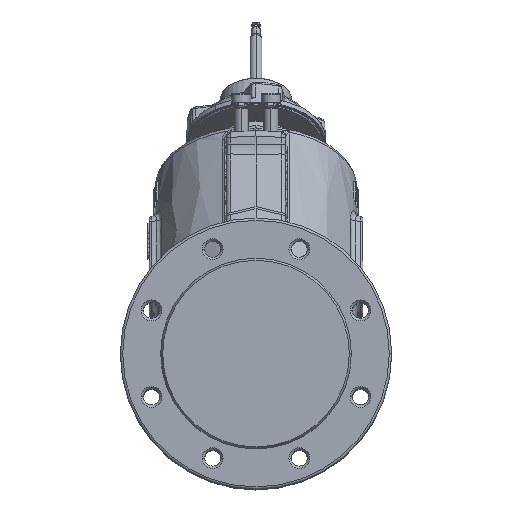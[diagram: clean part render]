
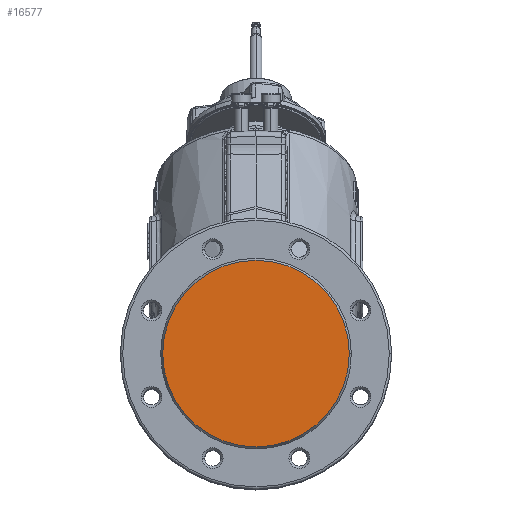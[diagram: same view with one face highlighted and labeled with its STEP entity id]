
A CAD part, top view. The second image highlights one B-rep face of the part: STEP entity #16577.
In plain terms, the highlighted planar face has unit normal (0, 0, 1).
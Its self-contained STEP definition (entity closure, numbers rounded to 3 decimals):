
#623 = EDGE_CURVE ( 'NONE', #90134, #95782, #44782, .T. ) ;
#5305 = CIRCLE ( 'NONE', #26346, 78.6 ) ;
#7748 = AXIS2_PLACEMENT_3D ( 'NONE', #51166, #61916, #25372 ) ;
#12554 = EDGE_LOOP ( 'NONE', ( #84928, #62010 ) ) ;
#16145 = DIRECTION ( 'NONE',  ( 1., 0., 0. ) ) ;
#16577 = ADVANCED_FACE ( 'NONE', ( #43333 ), #99150, .T. ) ;
#21971 = DIRECTION ( 'NONE',  ( 0., 0., 1. ) ) ;
#23976 = CARTESIAN_POINT ( 'NONE',  ( 0., 0., 0. ) ) ;
#25372 = DIRECTION ( 'NONE',  ( 1., 0., 0. ) ) ;
#26346 = AXIS2_PLACEMENT_3D ( 'NONE', #94557, #21971, #77106 ) ;
#43333 = FACE_OUTER_BOUND ( 'NONE', #12554, .T. ) ;
#44782 = CIRCLE ( 'NONE', #102412, 78.6 ) ;
#48424 = CARTESIAN_POINT ( 'NONE',  ( -78.6, 0., 0. ) ) ;
#51166 = CARTESIAN_POINT ( 'NONE',  ( 0., 78.6, 0. ) ) ;
#61916 = DIRECTION ( 'NONE',  ( 0., 0., 1. ) ) ;
#62010 = ORIENTED_EDGE ( 'NONE', *, *, #65528, .T. ) ;
#65528 = EDGE_CURVE ( 'NONE', #95782, #90134, #5305, .T. ) ;
#77106 = DIRECTION ( 'NONE',  ( 1., 0., 0. ) ) ;
#84928 = ORIENTED_EDGE ( 'NONE', *, *, #623, .T. ) ;
#90134 = VERTEX_POINT ( 'NONE', #48424 ) ;
#94557 = CARTESIAN_POINT ( 'NONE',  ( 0., 0., 0. ) ) ;
#95782 = VERTEX_POINT ( 'NONE', #105772 ) ;
#99150 = PLANE ( 'NONE',  #7748 ) ;
#102412 = AXIS2_PLACEMENT_3D ( 'NONE', #23976, #107339, #16145 ) ;
#105772 = CARTESIAN_POINT ( 'NONE',  ( 78.6, 0., 0. ) ) ;
#107339 = DIRECTION ( 'NONE',  ( 0., 0., 1. ) ) ;
